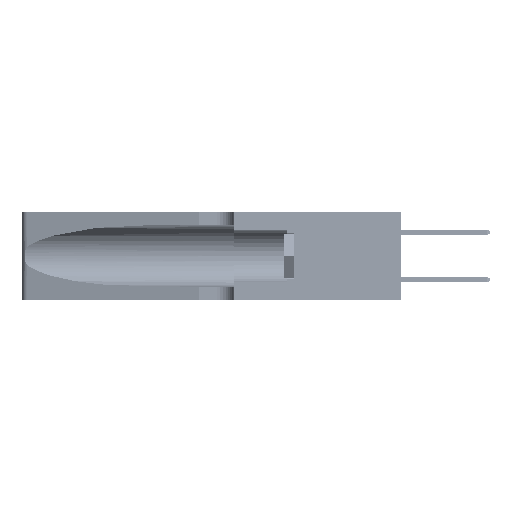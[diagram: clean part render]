
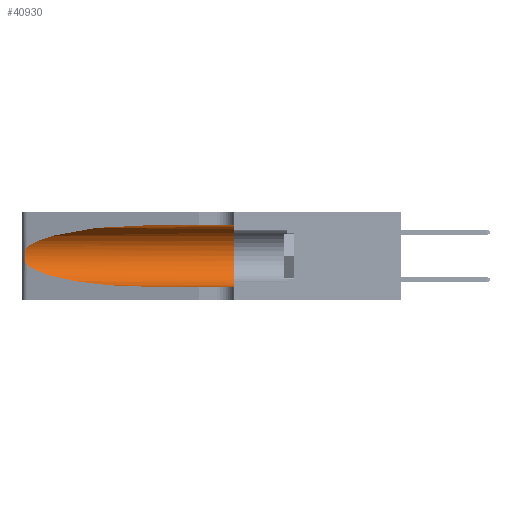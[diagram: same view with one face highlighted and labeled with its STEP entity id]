
A CAD part, left-side view. The second image highlights one B-rep face of the part: STEP entity #40930.
In plain terms, the highlighted cylindrical face has radius 3.308 mm (diameter 6.617 mm), a partial arc.
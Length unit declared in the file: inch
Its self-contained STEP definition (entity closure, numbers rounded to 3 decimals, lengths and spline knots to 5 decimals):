
#364 = VERTEX_POINT ( 'NONE', #36464 ) ;
#1316 = CARTESIAN_POINT ( 'NONE',  ( 0.1305, 0.72297, 0.31525 ) ) ;
#1590 = ORIENTED_EDGE ( 'NONE', *, *, #40518, .T. ) ;
#1961 = CARTESIAN_POINT ( 'NONE',  ( 0.25487, 1.22718, 0.14631 ) ) ;
#2268 = CARTESIAN_POINT ( 'NONE',  ( 0.25555, 1.22994, 0.2215 ) ) ;
#2605 = DIRECTION ( 'NONE',  ( 0., -1., 0. ) ) ;
#4391 = ORIENTED_EDGE ( 'NONE', *, *, #44203, .T. ) ;
#5448 = ORIENTED_EDGE ( 'NONE', *, *, #49541, .F. ) ;
#5861 = LINE ( 'NONE', #44701, #36384 ) ;
#5912 = VERTEX_POINT ( 'NONE', #22023 ) ;
#5994 = CARTESIAN_POINT ( 'NONE',  ( 0.18966, 0.96281, 0.05475 ) ) ;
#6303 = CARTESIAN_POINT ( 'NONE',  ( 0.25787, 1.23484, 0.2124 ) ) ;
#6591 = DIRECTION ( 'NONE',  ( 0., 1., 0. ) ) ;
#7891 = B_SPLINE_CURVE_WITH_KNOTS ( 'NONE', 3,
 ( #26095, #2268, #30103, #6303, #34125, #10306, #38109, #14296, #42093, #18286, #46107, #22304, #50069, #26265 ),
 .UNSPECIFIED., .F., .F.,
 ( 4, 2, 2, 2, 2, 2, 4 ),
 ( 0., 0.00027, 0.00053, 0.00107, 0.0016, 0.00187, 0.00214 ),
 .UNSPECIFIED. ) ;
#8873 = CARTESIAN_POINT ( 'NONE',  ( 0.1305, 0.72297, 0.05475 ) ) ;
#10306 = CARTESIAN_POINT ( 'NONE',  ( 0.26018, 1.23835, 0.19895 ) ) ;
#10621 = AXIS2_PLACEMENT_3D ( 'NONE', #16224, #32063, #44037 ) ;
#11457 = CYLINDRICAL_SURFACE ( 'NONE', #10621, 0.13025 ) ;
#12894 = DIRECTION ( 'NONE',  ( 0., -1., 0. ) ) ;
#13234 = VERTEX_POINT ( 'NONE', #23028 ) ;
#14296 = CARTESIAN_POINT ( 'NONE',  ( 0.26075, 1.23896, 0.178 ) ) ;
#15123 = CARTESIAN_POINT ( 'NONE',  ( 0.2373, 1.15595, 0.28018 ) ) ;
#15127 = EDGE_CURVE ( 'NONE', #42675, #364, #36573, .T. ) ;
#16224 = CARTESIAN_POINT ( 'NONE',  ( 0.1305, 1.61858, 0.185 ) ) ;
#17685 = EDGE_LOOP ( 'NONE', ( #22714, #4391, #1590, #50012, #36089, #5448 ) ) ;
#18286 = CARTESIAN_POINT ( 'NONE',  ( 0.25856, 1.23593, 0.16098 ) ) ;
#19128 = CARTESIAN_POINT ( 'NONE',  ( 0.1305, 0.72297, 0.31525 ) ) ;
#19155 = CIRCLE ( 'NONE', #24085, 0.13025 ) ;
#22023 = CARTESIAN_POINT ( 'NONE',  ( 0.25487, 1.22718, 0.14631 ) ) ;
#22304 = CARTESIAN_POINT ( 'NONE',  ( 0.25639, 1.23186, 0.15144 ) ) ;
#22629 = CARTESIAN_POINT ( 'NONE',  ( 0.25487, 1.22718, 0.22369 ) ) ;
#22714 = ORIENTED_EDGE ( 'NONE', *, *, #39313, .T. ) ;
#23010 = EDGE_CURVE ( 'NONE', #13234, #364, #19155, .T. ) ;
#23028 = CARTESIAN_POINT ( 'NONE',  ( 0.1305, 0.35, 0.31525 ) ) ;
#24085 = AXIS2_PLACEMENT_3D ( 'NONE', #30390, #6591, #34408 ) ;
#26095 = CARTESIAN_POINT ( 'NONE',  ( 0.25487, 1.22718, 0.22369 ) ) ;
#26265 = CARTESIAN_POINT ( 'NONE',  ( 0.25487, 1.22718, 0.14631 ) ) ;
#26343 =( BOUNDED_CURVE ( )  B_SPLINE_CURVE ( 3, ( #1961, #29815, #5994, #33823 ),
 .UNSPECIFIED., .F., .F. ) 
 B_SPLINE_CURVE_WITH_KNOTS ( ( 4, 4 ),
 ( 3.44316, 4.71239 ),
 .UNSPECIFIED. ) 
 CURVE ( )  GEOMETRIC_REPRESENTATION_ITEM ( )  RATIONAL_B_SPLINE_CURVE ( ( 1., 0.87, 0.87, 1. ) ) 
 REPRESENTATION_ITEM ( '' )  );
#29815 = CARTESIAN_POINT ( 'NONE',  ( 0.2373, 1.15595, 0.08982 ) ) ;
#30103 = CARTESIAN_POINT ( 'NONE',  ( 0.25639, 1.23184, 0.21858 ) ) ;
#30390 = CARTESIAN_POINT ( 'NONE',  ( 0.1305, 0.35, 0.185 ) ) ;
#30441 = CARTESIAN_POINT ( 'NONE',  ( 0.1305, 1.61858, 0.05475 ) ) ;
#30954 = CARTESIAN_POINT ( 'NONE',  ( 0.18966, 0.96281, 0.31525 ) ) ;
#32063 = DIRECTION ( 'NONE',  ( 0., -1., 0. ) ) ;
#32616 = FACE_OUTER_BOUND ( 'NONE', #17685, .T. ) ;
#33823 = CARTESIAN_POINT ( 'NONE',  ( 0.1305, 0.72297, 0.05475 ) ) ;
#34125 = CARTESIAN_POINT ( 'NONE',  ( 0.25854, 1.2359, 0.20912 ) ) ;
#34408 = DIRECTION ( 'NONE',  ( 0., 0., 1. ) ) ;
#35324 = VECTOR ( 'NONE', #2605, 39.37008 ) ;
#35638 =( BOUNDED_CURVE ( )  B_SPLINE_CURVE ( 3, ( #19128, #30954, #15123, #46944 ),
 .UNSPECIFIED., .F., .F. ) 
 B_SPLINE_CURVE_WITH_KNOTS ( ( 4, 4 ),
 ( 1.5708, 2.84003 ),
 .UNSPECIFIED. ) 
 CURVE ( )  GEOMETRIC_REPRESENTATION_ITEM ( )  RATIONAL_B_SPLINE_CURVE ( ( 1., 0.87, 0.87, 1. ) ) 
 REPRESENTATION_ITEM ( '' )  );
#36089 = ORIENTED_EDGE ( 'NONE', *, *, #23010, .F. ) ;
#36384 = VECTOR ( 'NONE', #12894, 39.37008 ) ;
#36464 = CARTESIAN_POINT ( 'NONE',  ( 0.1305, 0.35, 0.05475 ) ) ;
#36573 = LINE ( 'NONE', #30441, #35324 ) ;
#38109 = CARTESIAN_POINT ( 'NONE',  ( 0.26075, 1.23896, 0.19203 ) ) ;
#39313 = EDGE_CURVE ( 'NONE', #41757, #41356, #35638, .T. ) ;
#40518 = EDGE_CURVE ( 'NONE', #5912, #42675, #26343, .T. ) ;
#40930 = ADVANCED_FACE ( 'NONE', ( #32616 ), #11457, .F. ) ;
#41356 = VERTEX_POINT ( 'NONE', #22629 ) ;
#41757 = VERTEX_POINT ( 'NONE', #1316 ) ;
#42093 = CARTESIAN_POINT ( 'NONE',  ( 0.26017, 1.23833, 0.17102 ) ) ;
#42675 = VERTEX_POINT ( 'NONE', #8873 ) ;
#44037 = DIRECTION ( 'NONE',  ( 0., 0., -1. ) ) ;
#44203 = EDGE_CURVE ( 'NONE', #41356, #5912, #7891, .T. ) ;
#44701 = CARTESIAN_POINT ( 'NONE',  ( 0.1305, 1.61858, 0.31525 ) ) ;
#46107 = CARTESIAN_POINT ( 'NONE',  ( 0.25789, 1.23486, 0.15765 ) ) ;
#46944 = CARTESIAN_POINT ( 'NONE',  ( 0.25487, 1.22718, 0.22369 ) ) ;
#49541 = EDGE_CURVE ( 'NONE', #41757, #13234, #5861, .T. ) ;
#50012 = ORIENTED_EDGE ( 'NONE', *, *, #15127, .T. ) ;
#50069 = CARTESIAN_POINT ( 'NONE',  ( 0.25555, 1.22993, 0.14849 ) ) ;
